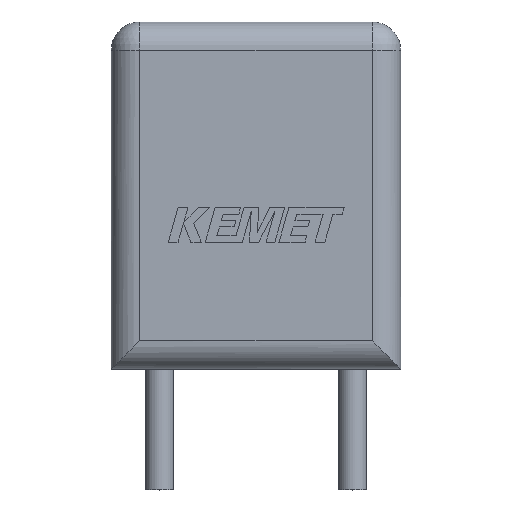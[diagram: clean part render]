
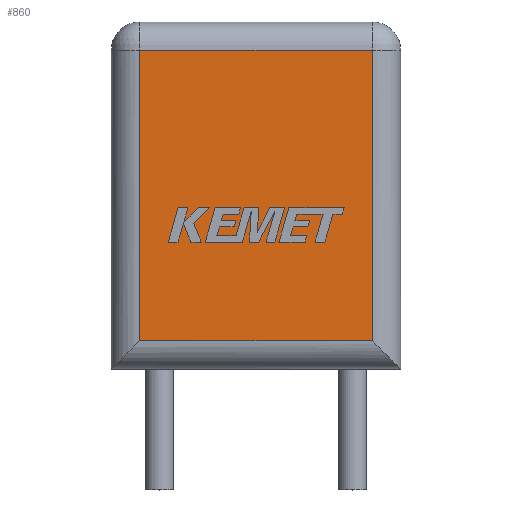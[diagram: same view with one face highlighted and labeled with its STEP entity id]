
A CAD part, top view. The second image highlights one B-rep face of the part: STEP entity #860.
In plain terms, the highlighted planar face has unit normal (0, 0, 1).
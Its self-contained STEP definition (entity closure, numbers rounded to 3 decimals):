
#267 = CARTESIAN_POINT ( 'NONE',  ( -0.75, 8.39, 3.81 ) ) ;
#271 = DIRECTION ( 'NONE',  ( 0., 0., -1. ) ) ;
#345 = DIRECTION ( 'NONE',  ( 1., 0., 0. ) ) ;
#496 = DIRECTION ( 'NONE',  ( -1., 0., 0. ) ) ;
#567 = ORIENTED_EDGE ( 'NONE', *, *, #2100, .T. ) ;
#646 = FACE_OUTER_BOUND ( 'NONE', #2916, .T. ) ;
#854 = VERTEX_POINT ( 'NONE', #1171 ) ;
#860 = ADVANCED_FACE ( 'NONE', ( #646 ), #2232, .F. ) ;
#907 = VECTOR ( 'NONE', #2172, 1000. ) ;
#927 = VERTEX_POINT ( 'NONE', #1726 ) ;
#937 = DIRECTION ( 'NONE',  ( 0., 1., 0. ) ) ;
#948 = EDGE_CURVE ( 'NONE', #927, #2619, #2341, .T. ) ;
#1101 = LINE ( 'NONE', #2652, #2501 ) ;
#1171 = CARTESIAN_POINT ( 'NONE',  ( -6.87, 8.39, 3.81 ) ) ;
#1371 = CARTESIAN_POINT ( 'NONE',  ( 0., 8.39, 3.81 ) ) ;
#1458 = ORIENTED_EDGE ( 'NONE', *, *, #948, .T. ) ;
#1653 = ORIENTED_EDGE ( 'NONE', *, *, #2561, .T. ) ;
#1689 = ORIENTED_EDGE ( 'NONE', *, *, #2393, .T. ) ;
#1726 = CARTESIAN_POINT ( 'NONE',  ( -6.87, 0.75, 3.81 ) ) ;
#1834 = CARTESIAN_POINT ( 'NONE',  ( -0.75, 0.75, 3.81 ) ) ;
#2100 = EDGE_CURVE ( 'NONE', #2264, #854, #2235, .T. ) ;
#2172 = DIRECTION ( 'NONE',  ( 0., -1., 0. ) ) ;
#2232 = PLANE ( 'NONE',  #2835 ) ;
#2235 = LINE ( 'NONE', #1371, #2549 ) ;
#2264 = VERTEX_POINT ( 'NONE', #267 ) ;
#2332 = CARTESIAN_POINT ( 'NONE',  ( 0., 0.75, 3.81 ) ) ;
#2341 = LINE ( 'NONE', #2332, #2748 ) ;
#2366 = LINE ( 'NONE', #2732, #907 ) ;
#2393 = EDGE_CURVE ( 'NONE', #854, #927, #2366, .T. ) ;
#2501 = VECTOR ( 'NONE', #937, 1000. ) ;
#2522 = CARTESIAN_POINT ( 'NONE',  ( 0., 0., 3.81 ) ) ;
#2549 = VECTOR ( 'NONE', #496, 1000. ) ;
#2561 = EDGE_CURVE ( 'NONE', #2619, #2264, #1101, .T. ) ;
#2619 = VERTEX_POINT ( 'NONE', #1834 ) ;
#2652 = CARTESIAN_POINT ( 'NONE',  ( -0.75, 0., 3.81 ) ) ;
#2732 = CARTESIAN_POINT ( 'NONE',  ( -6.87, 0., 3.81 ) ) ;
#2748 = VECTOR ( 'NONE', #345, 1000. ) ;
#2835 = AXIS2_PLACEMENT_3D ( 'NONE', #2522, #271, #3443 ) ;
#2916 = EDGE_LOOP ( 'NONE', ( #1689, #1458, #1653, #567 ) ) ;
#3443 = DIRECTION ( 'NONE',  ( -1., 0., 0. ) ) ;
